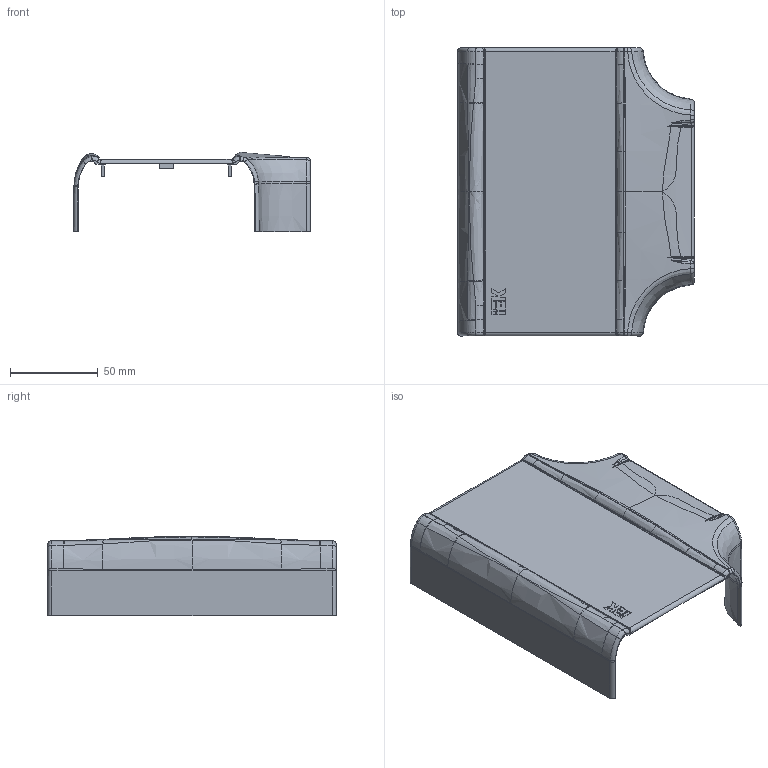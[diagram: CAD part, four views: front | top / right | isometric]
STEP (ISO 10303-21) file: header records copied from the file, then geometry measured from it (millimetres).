
FILE_DESCRIPTION (( 'STEP AP214' ), '1' );
FILE_NAME ('CKK-40D-T-100-040-K01 Ò-óãîë äëÿ Ê.Ê. Ïðàéìåð 100õ40.STEP', '2016-07-14T12:16:10', ( '' ), ( '' ), 'SwSTEP 2.0', 'SolidWorks 2014', '' );
FILE_SCHEMA (( 'AUTOMOTIVE_DESIGN' ));
Length unit declared in the file: millimetre
Products named in the file (1): CKK-40D-T-100-040-K01 Ò-óãîë äëÿ Ê.Ê. Ïðàéìåð 100õ40
Bounding box: 135.1 x 164.44 x 45.1 mm (x, y, z)
Volume: 62231 mm3; surface area: 64523.9 mm2
Topology: 1 solids, 1 shells, 547 faces, 1380 edges, 838 vertices
Faces by surface type: bspline 360, plane 138, cylinder 45, cone 4
Entity records: 50229 total; most frequent: CARTESIAN_POINT 40233, ORIENTED_EDGE 2748, EDGE_CURVE 1374, B_SPLINE_CURVE_WITH_KNOTS 928, VERTEX_POINT 838, DIRECTION 826, EDGE_LOOP 556, ADVANCED_FACE 547
